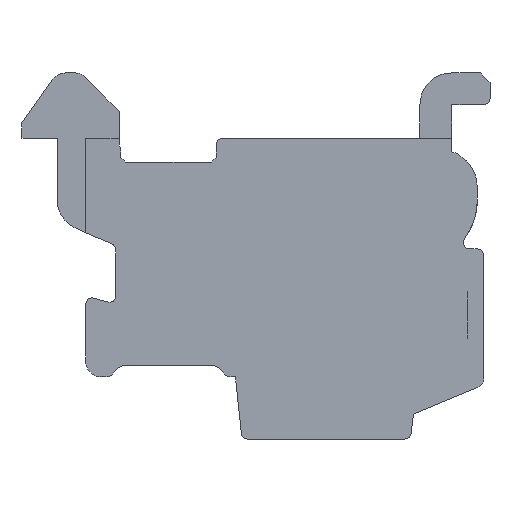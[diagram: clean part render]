
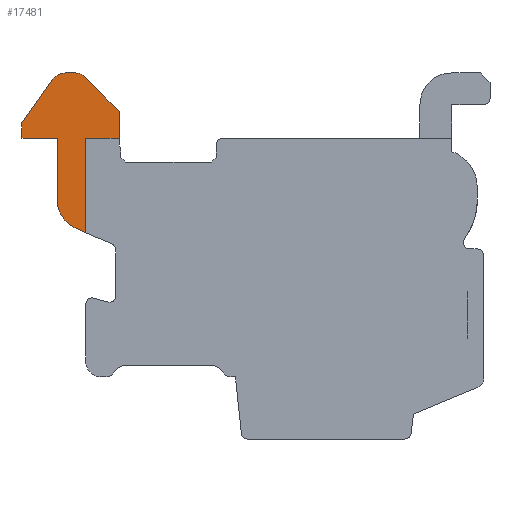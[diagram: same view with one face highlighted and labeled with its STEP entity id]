
A CAD part, front view. The second image highlights one B-rep face of the part: STEP entity #17481.
In plain terms, the highlighted planar face has unit normal (0, -1, 0).
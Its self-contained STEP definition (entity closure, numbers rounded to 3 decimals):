
#400=DIRECTION('',(-1.,0.,0.));
#401=VECTOR('',#400,1.05);
#402=CARTESIAN_POINT('',(-4.32,-80.1,3.48));
#403=LINE('',#402,#401);
#2433=DIRECTION('',(0.,0.,1.));
#2434=VECTOR('',#2433,2.964);
#2435=CARTESIAN_POINT('',(-5.37,-80.1,
0.516));
#2436=LINE('',#2435,#2434);
#4781=DIRECTION('',(0.916,0.,-0.401));
#4782=VECTOR('',#4781,0.326);
#4783=CARTESIAN_POINT('',(-5.669,-80.1,
0.647));
#4784=LINE('',#4783,#4782);
#5785=DIRECTION('',(-1.,0.,0.));
#5786=VECTOR('',#5785,1.1);
#5787=CARTESIAN_POINT('',(-6.27,-80.1,3.48));
#5788=LINE('',#5787,#5786);
#6061=DIRECTION('',(0.,0.,1.));
#6062=VECTOR('',#6061,1.916);
#6063=CARTESIAN_POINT('',(-6.27,-80.1,1.564));
#6064=LINE('',#6063,#6062);
#6381=CARTESIAN_POINT('',(-5.27,-80.1,1.564));
#6382=DIRECTION('',(0.,1.,0.));
#6383=DIRECTION('',(-0.399,0.,-0.917));
#6384=AXIS2_PLACEMENT_3D('',#6381,#6382,#6383);
#6403=DIRECTION('',(0.,0.,-1.));
#6404=VECTOR('',#6403,0.85);
#6405=CARTESIAN_POINT('',(-4.32,-80.1,4.33));
#6406=LINE('',#6405,#6404);
#7039=DIRECTION('',(0.707,0.,-0.707));
#7040=VECTOR('',#7039,1.527);
#7041=CARTESIAN_POINT('',(-5.4,-80.1,5.41));
#7042=LINE('',#7041,#7040);
#7359=CARTESIAN_POINT('',(-5.686,-80.1,5.13));
#7360=DIRECTION('',(0.,1.,0.));
#7361=DIRECTION('',(0.,0.,1.));
#7362=AXIS2_PLACEMENT_3D('',#7359,#7360,#7361);
#7637=DIRECTION('',(1.,0.,0.));
#7638=VECTOR('',#7637,0.32);
#7639=CARTESIAN_POINT('',(-6.006,-80.1,5.53));
#7640=LINE('',#7639,#7638);
#7957=CARTESIAN_POINT('',(-6.006,-80.1,5.03));
#7958=DIRECTION('',(0.,1.,0.));
#7959=DIRECTION('',(-0.815,0.,0.58));
#7960=AXIS2_PLACEMENT_3D('',#7957,#7958,#7959);
#8235=DIRECTION('',(0.575,0.,0.818));
#8236=VECTOR('',#8235,1.663);
#8237=CARTESIAN_POINT('',(-7.37,-80.1,3.96));
#8238=LINE('',#8237,#8236);
#8511=DIRECTION('',(0.,0.,1.));
#8512=VECTOR('',#8511,0.48);
#8513=CARTESIAN_POINT('',(-7.37,-80.1,3.48));
#8514=LINE('',#8513,#8512);
#13921=CARTESIAN_POINT('',(-7.37,-80.1,3.48));
#13922=CARTESIAN_POINT('',(-7.37,-80.1,3.96));
#13923=VERTEX_POINT('',#13921);
#13924=VERTEX_POINT('',#13922);
#13925=CARTESIAN_POINT('',(-6.413,-80.1,5.32));
#13926=VERTEX_POINT('',#13925);
#13927=CARTESIAN_POINT('',(-6.006,-80.1,5.53));
#13928=VERTEX_POINT('',#13927);
#13929=CARTESIAN_POINT('',(-5.686,-80.1,5.53));
#13930=VERTEX_POINT('',#13929);
#13931=CARTESIAN_POINT('',(-5.4,-80.1,5.41));
#13932=VERTEX_POINT('',#13931);
#13933=CARTESIAN_POINT('',(-4.32,-80.1,4.33));
#13934=VERTEX_POINT('',#13933);
#13935=CARTESIAN_POINT('',(-4.32,-80.1,3.48));
#13936=VERTEX_POINT('',#13935);
#14414=CARTESIAN_POINT('',(-5.37,-80.1,
0.516));
#14415=CARTESIAN_POINT('',(-5.37,-80.1,3.48));
#14416=VERTEX_POINT('',#14414);
#14417=VERTEX_POINT('',#14415);
#14422=CARTESIAN_POINT('',(-5.669,-80.1,
0.647));
#14423=VERTEX_POINT('',#14422);
#14424=CARTESIAN_POINT('',(-6.27,-80.1,
1.564));
#14425=VERTEX_POINT('',#14424);
#14426=CARTESIAN_POINT('',(-6.27,-80.1,3.48));
#14427=VERTEX_POINT('',#14426);
#17450=CARTESIAN_POINT('',(7.33,-80.1,5.53));
#17451=DIRECTION('',(0.,-1.,0.));
#17452=DIRECTION('',(0.,0.,-1.));
#17453=AXIS2_PLACEMENT_3D('',#17450,#17451,#17452);
#17454=PLANE('',#17453);
#17455=ORIENTED_EDGE('',*,*,#16133,.T.);
#17456=ORIENTED_EDGE('',*,*,#17417,.F.);
#17458=ORIENTED_EDGE('',*,*,#17457,.F.);
#17460=ORIENTED_EDGE('',*,*,#17459,.T.);
#17462=ORIENTED_EDGE('',*,*,#17461,.T.);
#17464=ORIENTED_EDGE('',*,*,#17463,.T.);
#17466=ORIENTED_EDGE('',*,*,#17465,.T.);
#17468=ORIENTED_EDGE('',*,*,#17467,.T.);
#17470=ORIENTED_EDGE('',*,*,#17469,.T.);
#17472=ORIENTED_EDGE('',*,*,#17471,.T.);
#17474=ORIENTED_EDGE('',*,*,#17473,.T.);
#17476=ORIENTED_EDGE('',*,*,#17475,.T.);
#17478=ORIENTED_EDGE('',*,*,#17477,.T.);
#17479=EDGE_LOOP('',(#17455,#17456,#17458,#17460,#17462,#17464,#17466,#17468,
#17470,#17472,#17474,#17476,#17478));
#17480=FACE_OUTER_BOUND('',#17479,.F.);
#17481=ADVANCED_FACE('',(#17480),#17454,.T.);
#6385=CIRCLE('',#6384,1.);
#7363=CIRCLE('',#7362,0.4);
#7961=CIRCLE('',#7960,0.5);
#16133=EDGE_CURVE('',#13936,#14417,#403,.T.);
#17417=EDGE_CURVE('',#14416,#14417,#2436,.T.);
#17457=EDGE_CURVE('',#14423,#14416,#4784,.T.);
#17459=EDGE_CURVE('',#14423,#14425,#6385,.T.);
#17461=EDGE_CURVE('',#14425,#14427,#6064,.T.);
#17463=EDGE_CURVE('',#14427,#13923,#5788,.T.);
#17465=EDGE_CURVE('',#13923,#13924,#8514,.T.);
#17467=EDGE_CURVE('',#13924,#13926,#8238,.T.);
#17469=EDGE_CURVE('',#13926,#13928,#7961,.T.);
#17471=EDGE_CURVE('',#13928,#13930,#7640,.T.);
#17473=EDGE_CURVE('',#13930,#13932,#7363,.T.);
#17475=EDGE_CURVE('',#13932,#13934,#7042,.T.);
#17477=EDGE_CURVE('',#13934,#13936,#6406,.T.);
